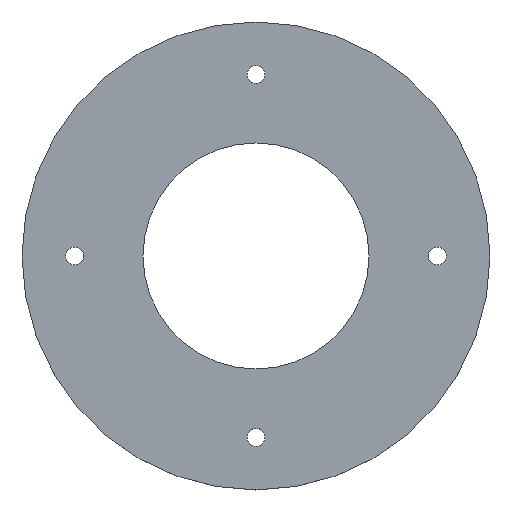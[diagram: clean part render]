
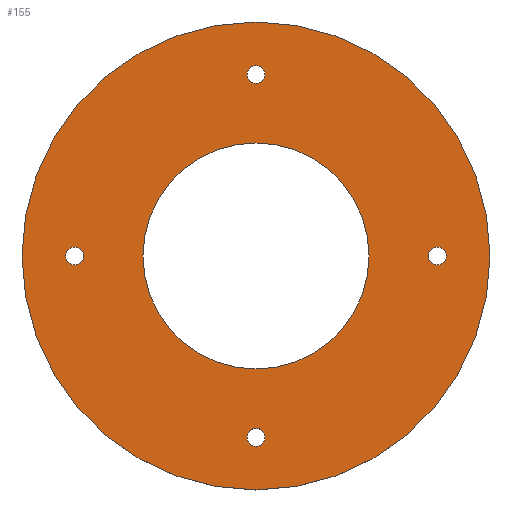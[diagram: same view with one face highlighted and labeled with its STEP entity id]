
A CAD part, top view. The second image highlights one B-rep face of the part: STEP entity #155.
In plain terms, the highlighted planar face has unit normal (0, 0, 1).
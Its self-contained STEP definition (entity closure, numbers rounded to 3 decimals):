
#15=FACE_BOUND('',#47,.T.);
#16=FACE_BOUND('',#48,.T.);
#17=FACE_BOUND('',#49,.T.);
#18=FACE_BOUND('',#50,.T.);
#19=FACE_BOUND('',#51,.T.);
#25=PLANE('',#189);
#38=FACE_OUTER_BOUND('',#46,.T.);
#46=EDGE_LOOP('',(#136));
#47=EDGE_LOOP('',(#137));
#48=EDGE_LOOP('',(#138));
#49=EDGE_LOOP('',(#139));
#50=EDGE_LOOP('',(#140));
#51=EDGE_LOOP('',(#141));
#70=CIRCLE('',#172,17.45);
#73=CIRCLE('',#176,1.375);
#75=CIRCLE('',#179,1.375);
#77=CIRCLE('',#182,1.375);
#79=CIRCLE('',#185,1.375);
#80=CIRCLE('',#187,36.125);
#82=VERTEX_POINT('',#241);
#85=VERTEX_POINT('',#249);
#87=VERTEX_POINT('',#255);
#89=VERTEX_POINT('',#261);
#91=VERTEX_POINT('',#267);
#92=VERTEX_POINT('',#271);
#94=EDGE_CURVE('',#82,#82,#70,.T.);
#99=EDGE_CURVE('',#85,#85,#73,.T.);
#102=EDGE_CURVE('',#87,#87,#75,.T.);
#105=EDGE_CURVE('',#89,#89,#77,.T.);
#108=EDGE_CURVE('',#91,#91,#79,.T.);
#109=EDGE_CURVE('',#92,#92,#80,.T.);
#136=ORIENTED_EDGE('',*,*,#109,.T.);
#137=ORIENTED_EDGE('',*,*,#94,.T.);
#138=ORIENTED_EDGE('',*,*,#99,.T.);
#139=ORIENTED_EDGE('',*,*,#102,.T.);
#140=ORIENTED_EDGE('',*,*,#105,.T.);
#141=ORIENTED_EDGE('',*,*,#108,.T.);
#155=ADVANCED_FACE('',(#38,#15,#16,#17,#18,#19),#25,.T.);
#172=AXIS2_PLACEMENT_3D('',#242,#195,#196);
#176=AXIS2_PLACEMENT_3D('',#251,#205,#206);
#179=AXIS2_PLACEMENT_3D('',#257,#212,#213);
#182=AXIS2_PLACEMENT_3D('',#263,#219,#220);
#185=AXIS2_PLACEMENT_3D('',#269,#226,#227);
#187=AXIS2_PLACEMENT_3D('',#272,#230,#231);
#189=AXIS2_PLACEMENT_3D('',#276,#235,#236);
#195=DIRECTION('center_axis',(0.,0.,-1.));
#196=DIRECTION('ref_axis',(1.,0.,0.));
#205=DIRECTION('center_axis',(0.,0.,-1.));
#206=DIRECTION('ref_axis',(1.,0.,0.));
#212=DIRECTION('center_axis',(0.,0.,-1.));
#213=DIRECTION('ref_axis',(1.,0.,0.));
#219=DIRECTION('center_axis',(0.,0.,-1.));
#220=DIRECTION('ref_axis',(1.,0.,0.));
#226=DIRECTION('center_axis',(0.,0.,-1.));
#227=DIRECTION('ref_axis',(1.,0.,0.));
#230=DIRECTION('center_axis',(0.,0.,1.));
#231=DIRECTION('ref_axis',(1.,0.,0.));
#235=DIRECTION('center_axis',(0.,0.,1.));
#236=DIRECTION('ref_axis',(1.,0.,0.));
#241=CARTESIAN_POINT('',(17.45,0.,4.));
#242=CARTESIAN_POINT('Origin',(0.,0.,4.));
#249=CARTESIAN_POINT('',(-1.375,28.,4.));
#251=CARTESIAN_POINT('Origin',(0.,28.,4.));
#255=CARTESIAN_POINT('',(26.625,0.,4.));
#257=CARTESIAN_POINT('Origin',(28.,0.,4.));
#261=CARTESIAN_POINT('',(-29.375,0.,4.));
#263=CARTESIAN_POINT('Origin',(-28.,0.,4.));
#267=CARTESIAN_POINT('',(-1.375,-28.,4.));
#269=CARTESIAN_POINT('Origin',(0.,-28.,4.));
#271=CARTESIAN_POINT('',(-36.125,0.,4.));
#272=CARTESIAN_POINT('Origin',(0.,0.,4.));
#276=CARTESIAN_POINT('Origin',(0.,0.,4.));
